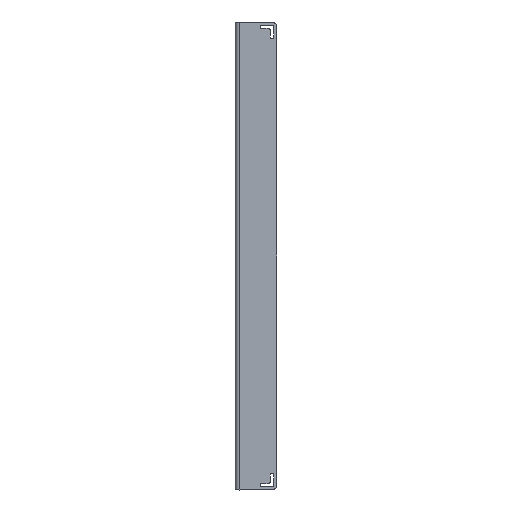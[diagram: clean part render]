
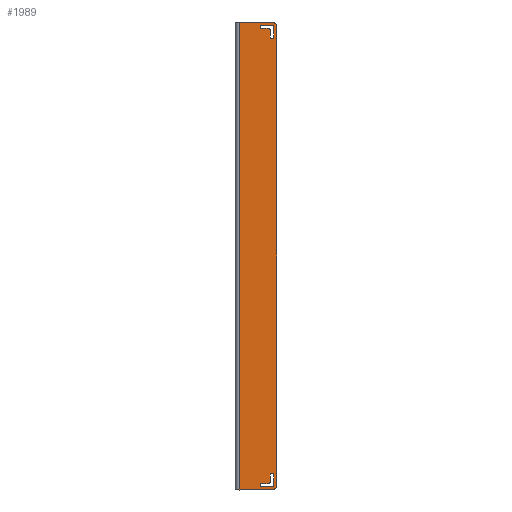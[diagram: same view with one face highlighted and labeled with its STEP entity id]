
A CAD part, left-side view. The second image highlights one B-rep face of the part: STEP entity #1989.
In plain terms, the highlighted planar face has unit normal (-1, 0, 0).
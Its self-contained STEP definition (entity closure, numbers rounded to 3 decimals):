
#42=FACE_BOUND($,#282,.T.);
#43=FACE_BOUND($,#283,.T.);
#79=PLANE($,#2174);
#153=FACE_OUTER_BOUND($,#281,.T.);
#281=EDGE_LOOP($,(#1658,#1659,#1660,#1661,#1662,#1663));
#282=EDGE_LOOP($,(#1664,#1665,#1666,#1667,#1668,#1669,#1670,#1671));
#283=EDGE_LOOP($,(#1672,#1673,#1674,#1675,#1676,#1677,#1678,#1679));
#438=LINE($,#3148,#626);
#444=LINE($,#3166,#632);
#459=LINE($,#3220,#647);
#471=LINE($,#3272,#659);
#472=LINE($,#3275,#660);
#473=LINE($,#3279,#661);
#474=LINE($,#3283,#662);
#475=LINE($,#3287,#663);
#476=LINE($,#3291,#664);
#477=LINE($,#3295,#665);
#478=LINE($,#3299,#666);
#479=LINE($,#3303,#667);
#626=VECTOR($,#2538,145.66);
#632=VECTOR($,#2552,10.39);
#647=VECTOR($,#2599,148.8);
#659=VECTOR($,#2649,10.39);
#660=VECTOR($,#2650,3.3);
#661=VECTOR($,#2653,3.3);
#662=VECTOR($,#2656,2.1);
#663=VECTOR($,#2659,2.1);
#664=VECTOR($,#2662,3.3);
#665=VECTOR($,#2665,2.1);
#666=VECTOR($,#2668,2.1);
#667=VECTOR($,#2671,3.3);
#771=CIRCLE($,#2143,1.57);
#796=CIRCLE($,#2175,1.57);
#797=CIRCLE($,#2176,0.5);
#798=CIRCLE($,#2177,0.5);
#799=CIRCLE($,#2178,0.7);
#800=CIRCLE($,#2179,0.5);
#801=CIRCLE($,#2180,0.5);
#802=CIRCLE($,#2181,0.7);
#803=CIRCLE($,#2182,0.5);
#804=CIRCLE($,#2183,0.5);
#926=VERTEX_POINT($,#3142);
#928=VERTEX_POINT($,#3146);
#935=VERTEX_POINT($,#3163);
#936=VERTEX_POINT($,#3165);
#959=VERTEX_POINT($,#3219);
#980=VERTEX_POINT($,#3270);
#981=VERTEX_POINT($,#3273);
#982=VERTEX_POINT($,#3274);
#983=VERTEX_POINT($,#3276);
#984=VERTEX_POINT($,#3278);
#985=VERTEX_POINT($,#3280);
#986=VERTEX_POINT($,#3282);
#987=VERTEX_POINT($,#3284);
#988=VERTEX_POINT($,#3286);
#989=VERTEX_POINT($,#3289);
#990=VERTEX_POINT($,#3290);
#991=VERTEX_POINT($,#3292);
#992=VERTEX_POINT($,#3294);
#993=VERTEX_POINT($,#3296);
#994=VERTEX_POINT($,#3298);
#995=VERTEX_POINT($,#3300);
#996=VERTEX_POINT($,#3302);
#1166=EDGE_CURVE($,#928,#926,#438,.T.);
#1175=EDGE_CURVE($,#935,#936,#444,.T.);
#1177=EDGE_CURVE($,#935,#926,#771,.T.);
#1202=EDGE_CURVE($,#959,#936,#459,.T.);
#1228=EDGE_CURVE($,#980,#928,#796,.T.);
#1229=EDGE_CURVE($,#959,#980,#471,.T.);
#1230=EDGE_CURVE($,#981,#982,#472,.T.);
#1231=EDGE_CURVE($,#983,#981,#797,.T.);
#1232=EDGE_CURVE($,#984,#983,#473,.T.);
#1233=EDGE_CURVE($,#985,#984,#798,.T.);
#1234=EDGE_CURVE($,#986,#985,#474,.T.);
#1235=EDGE_CURVE($,#987,#986,#799,.T.);
#1236=EDGE_CURVE($,#988,#987,#475,.T.);
#1237=EDGE_CURVE($,#982,#988,#800,.T.);
#1238=EDGE_CURVE($,#989,#990,#476,.T.);
#1239=EDGE_CURVE($,#989,#991,#801,.T.);
#1240=EDGE_CURVE($,#992,#991,#477,.T.);
#1241=EDGE_CURVE($,#992,#993,#802,.T.);
#1242=EDGE_CURVE($,#994,#993,#478,.T.);
#1243=EDGE_CURVE($,#994,#995,#803,.T.);
#1244=EDGE_CURVE($,#996,#995,#479,.T.);
#1245=EDGE_CURVE($,#996,#990,#804,.T.);
#1658=ORIENTED_EDGE($,*,*,#1202,.T.);
#1659=ORIENTED_EDGE($,*,*,#1175,.F.);
#1660=ORIENTED_EDGE($,*,*,#1177,.T.);
#1661=ORIENTED_EDGE($,*,*,#1166,.F.);
#1662=ORIENTED_EDGE($,*,*,#1228,.F.);
#1663=ORIENTED_EDGE($,*,*,#1229,.F.);
#1664=ORIENTED_EDGE($,*,*,#1230,.F.);
#1665=ORIENTED_EDGE($,*,*,#1231,.F.);
#1666=ORIENTED_EDGE($,*,*,#1232,.F.);
#1667=ORIENTED_EDGE($,*,*,#1233,.F.);
#1668=ORIENTED_EDGE($,*,*,#1234,.F.);
#1669=ORIENTED_EDGE($,*,*,#1235,.F.);
#1670=ORIENTED_EDGE($,*,*,#1236,.F.);
#1671=ORIENTED_EDGE($,*,*,#1237,.F.);
#1672=ORIENTED_EDGE($,*,*,#1238,.F.);
#1673=ORIENTED_EDGE($,*,*,#1239,.T.);
#1674=ORIENTED_EDGE($,*,*,#1240,.F.);
#1675=ORIENTED_EDGE($,*,*,#1241,.T.);
#1676=ORIENTED_EDGE($,*,*,#1242,.F.);
#1677=ORIENTED_EDGE($,*,*,#1243,.T.);
#1678=ORIENTED_EDGE($,*,*,#1244,.F.);
#1679=ORIENTED_EDGE($,*,*,#1245,.T.);
#1989=ADVANCED_FACE($,(#153,#42,#43),#79,.T.);
#2143=AXIS2_PLACEMENT_3D($,#3169,#2557,#2558);
#2174=AXIS2_PLACEMENT_3D($,#3269,#2645,#2646);
#2175=AXIS2_PLACEMENT_3D($,#3271,#2647,#2648);
#2176=AXIS2_PLACEMENT_3D($,#3277,#2651,#2652);
#2177=AXIS2_PLACEMENT_3D($,#3281,#2654,#2655);
#2178=AXIS2_PLACEMENT_3D($,#3285,#2657,#2658);
#2179=AXIS2_PLACEMENT_3D($,#3288,#2660,#2661);
#2180=AXIS2_PLACEMENT_3D($,#3293,#2663,#2664);
#2181=AXIS2_PLACEMENT_3D($,#3297,#2666,#2667);
#2182=AXIS2_PLACEMENT_3D($,#3301,#2669,#2670);
#2183=AXIS2_PLACEMENT_3D($,#3304,#2672,#2673);
#2538=DIRECTION($,(0.,0.,-1.));
#2552=DIRECTION($,(0.,1.,0.));
#2557=DIRECTION('center_axis',(-1.,0.,
0.));
#2558=DIRECTION('ref_axis',(0.,1.,0.));
#2599=DIRECTION($,(0.,0.,-1.));
#2645=DIRECTION('center_axis',(-1.,0.,
0.));
#2646=DIRECTION('ref_axis',(0.,1.,0.));
#2647=DIRECTION('center_axis',(1.,0.,
0.));
#2648=DIRECTION('ref_axis',(0.,-1.,0.));
#2649=DIRECTION($,(0.,-1.,0.));
#2650=DIRECTION($,(0.,0.,1.));
#2651=DIRECTION('center_axis',(-1.,0.,
0.));
#2652=DIRECTION('ref_axis',(0.,1.,0.));
#2653=DIRECTION($,(0.,-1.,0.));
#2654=DIRECTION('center_axis',(-1.,0.,
0.));
#2655=DIRECTION('ref_axis',(0.,1.,0.));
#2656=DIRECTION($,(0.,1.,0.));
#2657=DIRECTION('center_axis',(1.,0.,
0.));
#2658=DIRECTION('ref_axis',(0.,-1.,0.));
#2659=DIRECTION($,(0.,0.,-1.));
#2660=DIRECTION('center_axis',(-1.,0.,
0.));
#2661=DIRECTION('ref_axis',(0.,1.,0.));
#2662=DIRECTION($,(0.,0.,1.));
#2663=DIRECTION('center_axis',(1.,0.,
0.));
#2664=DIRECTION('ref_axis',(0.,1.,0.));
#2665=DIRECTION($,(0.,0.,-1.));
#2666=DIRECTION('center_axis',(-1.,0.,
0.));
#2667=DIRECTION('ref_axis',(0.,1.,0.));
#2668=DIRECTION($,(0.,-1.,0.));
#2669=DIRECTION('center_axis',(1.,0.,
0.));
#2670=DIRECTION('ref_axis',(0.,1.,0.));
#2671=DIRECTION($,(0.,1.,0.));
#2672=DIRECTION('center_axis',(1.,0.,
0.));
#2673=DIRECTION('ref_axis',(0.,1.,0.));
#3142=CARTESIAN_POINT('',(382.556,-67.15,-235.525));
#3146=CARTESIAN_POINT('',(382.556,-67.15,-89.865));
#3148=CARTESIAN_POINT($,(382.556,-67.15,-88.295));
#3163=CARTESIAN_POINT('',(382.556,-65.58,-237.095));
#3165=CARTESIAN_POINT('',(382.556,-55.19,-237.095));
#3166=CARTESIAN_POINT($,(382.556,-437.896,-237.095));
#3169=CARTESIAN_POINT('Origin',(382.556,-65.58,-235.525));
#3219=CARTESIAN_POINT('',(382.556,-55.19,-88.295));
#3220=CARTESIAN_POINT($,(382.556,-55.19,0.));
#3269=CARTESIAN_POINT('Origin',(382.556,-36.28,-162.095));
#3270=CARTESIAN_POINT('',(382.556,-65.58,-88.295));
#3271=CARTESIAN_POINT('Origin',(382.556,-65.58,-89.865));
#3272=CARTESIAN_POINT($,(382.556,0.,-88.295));
#3273=CARTESIAN_POINT('',(382.556,-66.15,-235.595));
#3274=CARTESIAN_POINT('',(382.556,-66.15,-232.295));
#3275=CARTESIAN_POINT($,(382.556,-66.15,-233.505));
#3276=CARTESIAN_POINT('',(382.556,-65.65,-236.095));
#3277=CARTESIAN_POINT('Origin',(382.556,-65.65,-235.595));
#3278=CARTESIAN_POINT('',(382.556,-62.35,-236.095));
#3279=CARTESIAN_POINT($,(382.556,-54.11,-236.095));
#3280=CARTESIAN_POINT('',(382.556,-62.35,-235.095));
#3281=CARTESIAN_POINT('Origin',(382.556,-62.35,-235.595));
#3282=CARTESIAN_POINT('',(382.556,-64.45,-235.095));
#3283=CARTESIAN_POINT($,(382.556,-54.11,-235.095));
#3284=CARTESIAN_POINT('',(382.556,-65.15,-234.395));
#3285=CARTESIAN_POINT('Origin',(382.556,-64.45,-234.395));
#3286=CARTESIAN_POINT('',(382.556,-65.15,-232.295));
#3287=CARTESIAN_POINT($,(382.556,-65.15,-233.505));
#3288=CARTESIAN_POINT('Origin',(382.556,-65.65,-232.295));
#3289=CARTESIAN_POINT('',(382.556,-66.15,-93.095));
#3290=CARTESIAN_POINT('',(382.556,-66.15,-89.795));
#3291=CARTESIAN_POINT($,(382.556,-66.15,-158.505));
#3292=CARTESIAN_POINT('',(382.556,-65.15,-93.095));
#3293=CARTESIAN_POINT('Origin',(382.556,-65.65,-93.095));
#3294=CARTESIAN_POINT('',(382.556,-65.15,-90.995));
#3295=CARTESIAN_POINT($,(382.556,-65.15,-158.505));
#3296=CARTESIAN_POINT('',(382.556,-64.45,-90.295));
#3297=CARTESIAN_POINT('Origin',(382.556,-64.45,-90.995));
#3298=CARTESIAN_POINT('',(382.556,-62.35,-90.295));
#3299=CARTESIAN_POINT($,(382.556,-54.11,-90.295));
#3300=CARTESIAN_POINT('',(382.556,-62.35,-89.295));
#3301=CARTESIAN_POINT('Origin',(382.556,-62.35,-89.795));
#3302=CARTESIAN_POINT('',(382.556,-65.65,-89.295));
#3303=CARTESIAN_POINT($,(382.556,-54.11,-89.295));
#3304=CARTESIAN_POINT('Origin',(382.556,-65.65,-89.795));
